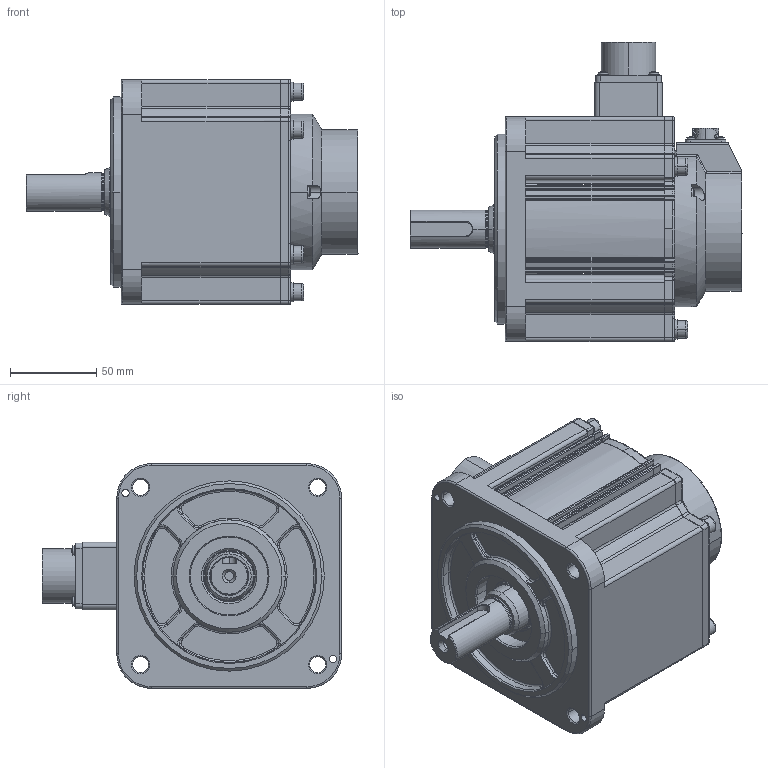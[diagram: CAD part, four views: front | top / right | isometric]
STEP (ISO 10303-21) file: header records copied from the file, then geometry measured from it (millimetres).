
FILE_DESCRIPTION((''),'2;1');
FILE_NAME('130-850W','2023-03-31T13:20:40',('ms28071'),(''),'CREO PARAMETRIC BY PTC INC, 2018100','CREO PARAMETRIC BY PTC INC, 2018100','');
FILE_SCHEMA(('CONFIG_CONTROL_DESIGN'));
Length unit declared in the file: millimetre
Products named in the file (1): 130-850W
Bounding box: 192 x 173 x 130.01 mm (x, y, z)
Surface area: 135911.1 mm2 (no closed solid volume)
Topology: 0 solids, 44 shells, 866 faces, 2670 edges, 1807 vertices
Faces by surface type: cylinder 389, plane 262, torus 111, cone 58, bspline 24, sphere 22
Entity records: 34176 total; most frequent: CARTESIAN_POINT 10381, DIRECTION 5154, ORIENTED_EDGE 4641, EDGE_CURVE 2654, AXIS2_PLACEMENT_3D 2024, VERTEX_POINT 1807, CIRCLE 1182, VECTOR 1106
